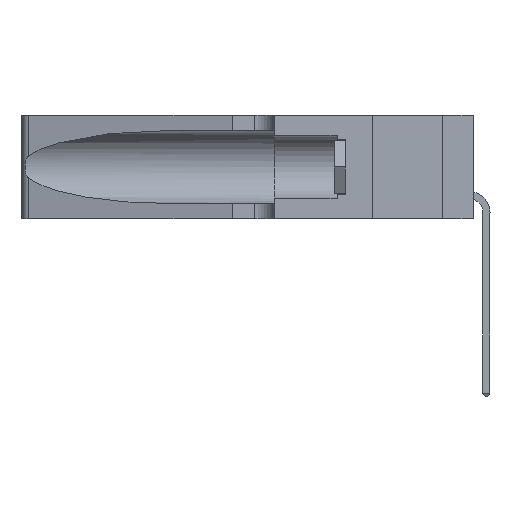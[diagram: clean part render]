
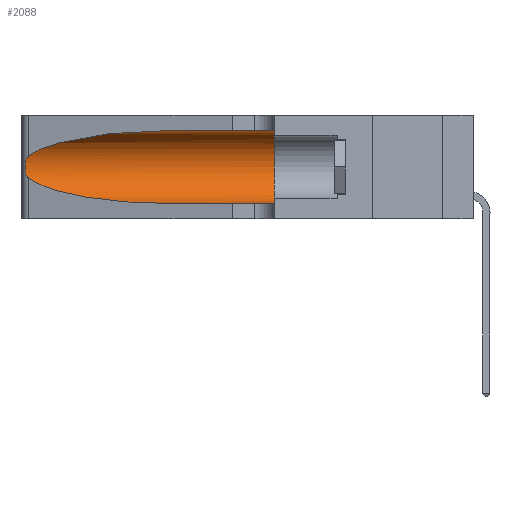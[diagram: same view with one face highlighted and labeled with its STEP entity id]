
A CAD part, left-side view. The second image highlights one B-rep face of the part: STEP entity #2088.
In plain terms, the highlighted cylindrical face has radius 3.308 mm (diameter 6.617 mm), a partial arc.
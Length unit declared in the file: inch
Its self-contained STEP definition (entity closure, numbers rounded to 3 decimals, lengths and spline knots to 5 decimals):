
#18 = CARTESIAN_POINT ( 'NONE',  ( 0.25555, 1.22993, 0.14849 ) ) ;
#528 =( BOUNDED_CURVE ( )  B_SPLINE_CURVE ( 3, ( #26824, #22461, #22190, #5230 ),
 .UNSPECIFIED., .F., .F. ) 
 B_SPLINE_CURVE_WITH_KNOTS ( ( 4, 4 ),
 ( 3.44316, 4.71239 ),
 .UNSPECIFIED. ) 
 CURVE ( )  GEOMETRIC_REPRESENTATION_ITEM ( )  RATIONAL_B_SPLINE_CURVE ( ( 1., 0.87, 0.87, 1. ) ) 
 REPRESENTATION_ITEM ( '' )  );
#1332 = VERTEX_POINT ( 'NONE', #26425 ) ;
#1862 = CARTESIAN_POINT ( 'NONE',  ( 0.25487, 1.22718, 0.22369 ) ) ;
#2001 = CARTESIAN_POINT ( 'NONE',  ( 0.25787, 1.23484, 0.2124 ) ) ;
#2088 = ADVANCED_FACE ( 'NONE', ( #10735 ), #16753, .F. ) ;
#2157 = CARTESIAN_POINT ( 'NONE',  ( 0.1305, 0.35, 0.05475 ) ) ;
#2674 = VERTEX_POINT ( 'NONE', #10669 ) ;
#2678 = EDGE_CURVE ( 'NONE', #2674, #14630, #13053, .T. ) ;
#2924 = ORIENTED_EDGE ( 'NONE', *, *, #2678, .T. ) ;
#4034 = CARTESIAN_POINT ( 'NONE',  ( 0.25555, 1.22994, 0.2215 ) ) ;
#4139 = CARTESIAN_POINT ( 'NONE',  ( 0.25639, 1.23186, 0.15144 ) ) ;
#4869 = AXIS2_PLACEMENT_3D ( 'NONE', #10741, #17409, #23999 ) ;
#4966 = EDGE_CURVE ( 'NONE', #13637, #12193, #17364, .T. ) ;
#5230 = CARTESIAN_POINT ( 'NONE',  ( 0.1305, 0.72297, 0.05475 ) ) ;
#5232 = EDGE_LOOP ( 'NONE', ( #14411, #27141, #22671, #2924, #20063, #27640 ) ) ;
#5483 =( BOUNDED_CURVE ( )  B_SPLINE_CURVE ( 3, ( #12646, #12376, #27655, #1862 ),
 .UNSPECIFIED., .F., .F. ) 
 B_SPLINE_CURVE_WITH_KNOTS ( ( 4, 4 ),
 ( 1.5708, 2.84003 ),
 .UNSPECIFIED. ) 
 CURVE ( )  GEOMETRIC_REPRESENTATION_ITEM ( )  RATIONAL_B_SPLINE_CURVE ( ( 1., 0.87, 0.87, 1. ) ) 
 REPRESENTATION_ITEM ( '' )  );
#8568 = CARTESIAN_POINT ( 'NONE',  ( 0.25856, 1.23593, 0.16098 ) ) ;
#8943 = CIRCLE ( 'NONE', #4869, 0.13025 ) ;
#10599 = DIRECTION ( 'NONE',  ( 0., -1., 0. ) ) ;
#10669 = CARTESIAN_POINT ( 'NONE',  ( 0.1305, 0.72297, 0.05475 ) ) ;
#10735 = FACE_OUTER_BOUND ( 'NONE', #5232, .T. ) ;
#10741 = CARTESIAN_POINT ( 'NONE',  ( 0.1305, 0.35, 0.185 ) ) ;
#11875 = EDGE_CURVE ( 'NONE', #1332, #14630, #8943, .T. ) ;
#12193 = VERTEX_POINT ( 'NONE', #18007 ) ;
#12376 = CARTESIAN_POINT ( 'NONE',  ( 0.18966, 0.96281, 0.31525 ) ) ;
#12646 = CARTESIAN_POINT ( 'NONE',  ( 0.1305, 0.72297, 0.31525 ) ) ;
#13053 = LINE ( 'NONE', #21865, #15073 ) ;
#13240 = DIRECTION ( 'NONE',  ( 0., -1., 0. ) ) ;
#13637 = VERTEX_POINT ( 'NONE', #27250 ) ;
#14411 = ORIENTED_EDGE ( 'NONE', *, *, #21153, .T. ) ;
#14630 = VERTEX_POINT ( 'NONE', #2157 ) ;
#14859 = CARTESIAN_POINT ( 'NONE',  ( 0.1305, 1.61858, 0.31525 ) ) ;
#14865 = CARTESIAN_POINT ( 'NONE',  ( 0.25639, 1.23184, 0.21858 ) ) ;
#14902 = LINE ( 'NONE', #14859, #18925 ) ;
#15073 = VECTOR ( 'NONE', #27670, 39.37008 ) ;
#15487 = CARTESIAN_POINT ( 'NONE',  ( 0.1305, 1.61858, 0.185 ) ) ;
#16753 = CYLINDRICAL_SURFACE ( 'NONE', #20194, 0.13025 ) ;
#16981 = CARTESIAN_POINT ( 'NONE',  ( 0.25789, 1.23486, 0.15765 ) ) ;
#17187 = CARTESIAN_POINT ( 'NONE',  ( 0.26018, 1.23835, 0.19895 ) ) ;
#17364 = B_SPLINE_CURVE_WITH_KNOTS ( 'NONE', 3,
 ( #25747, #4034, #14865, #2001, #19077, #17187, #25548, #19263, #21390, #8568, #16981, #4139, #18, #19166 ),
 .UNSPECIFIED., .F., .F.,
 ( 4, 2, 2, 2, 2, 2, 4 ),
 ( 0., 0.00027, 0.00053, 0.00107, 0.0016, 0.00187, 0.00214 ),
 .UNSPECIFIED. ) ;
#17409 = DIRECTION ( 'NONE',  ( 0., 1., 0. ) ) ;
#18007 = CARTESIAN_POINT ( 'NONE',  ( 0.25487, 1.22718, 0.14631 ) ) ;
#18856 = VERTEX_POINT ( 'NONE', #21371 ) ;
#18925 = VECTOR ( 'NONE', #10599, 39.37008 ) ;
#19077 = CARTESIAN_POINT ( 'NONE',  ( 0.25854, 1.2359, 0.20912 ) ) ;
#19166 = CARTESIAN_POINT ( 'NONE',  ( 0.25487, 1.22718, 0.14631 ) ) ;
#19263 = CARTESIAN_POINT ( 'NONE',  ( 0.26075, 1.23896, 0.178 ) ) ;
#20063 = ORIENTED_EDGE ( 'NONE', *, *, #11875, .F. ) ;
#20194 = AXIS2_PLACEMENT_3D ( 'NONE', #15487, #13240, #24208 ) ;
#21153 = EDGE_CURVE ( 'NONE', #18856, #13637, #5483, .T. ) ;
#21371 = CARTESIAN_POINT ( 'NONE',  ( 0.1305, 0.72297, 0.31525 ) ) ;
#21390 = CARTESIAN_POINT ( 'NONE',  ( 0.26017, 1.23833, 0.17102 ) ) ;
#21865 = CARTESIAN_POINT ( 'NONE',  ( 0.1305, 1.61858, 0.05475 ) ) ;
#22190 = CARTESIAN_POINT ( 'NONE',  ( 0.18966, 0.96281, 0.05475 ) ) ;
#22408 = EDGE_CURVE ( 'NONE', #18856, #1332, #14902, .T. ) ;
#22461 = CARTESIAN_POINT ( 'NONE',  ( 0.2373, 1.15595, 0.08982 ) ) ;
#22671 = ORIENTED_EDGE ( 'NONE', *, *, #23886, .T. ) ;
#23886 = EDGE_CURVE ( 'NONE', #12193, #2674, #528, .T. ) ;
#23999 = DIRECTION ( 'NONE',  ( 0., 0., 1. ) ) ;
#24208 = DIRECTION ( 'NONE',  ( 0., 0., -1. ) ) ;
#25548 = CARTESIAN_POINT ( 'NONE',  ( 0.26075, 1.23896, 0.19203 ) ) ;
#25747 = CARTESIAN_POINT ( 'NONE',  ( 0.25487, 1.22718, 0.22369 ) ) ;
#26425 = CARTESIAN_POINT ( 'NONE',  ( 0.1305, 0.35, 0.31525 ) ) ;
#26824 = CARTESIAN_POINT ( 'NONE',  ( 0.25487, 1.22718, 0.14631 ) ) ;
#27141 = ORIENTED_EDGE ( 'NONE', *, *, #4966, .T. ) ;
#27250 = CARTESIAN_POINT ( 'NONE',  ( 0.25487, 1.22718, 0.22369 ) ) ;
#27640 = ORIENTED_EDGE ( 'NONE', *, *, #22408, .F. ) ;
#27655 = CARTESIAN_POINT ( 'NONE',  ( 0.2373, 1.15595, 0.28018 ) ) ;
#27670 = DIRECTION ( 'NONE',  ( 0., -1., 0. ) ) ;
